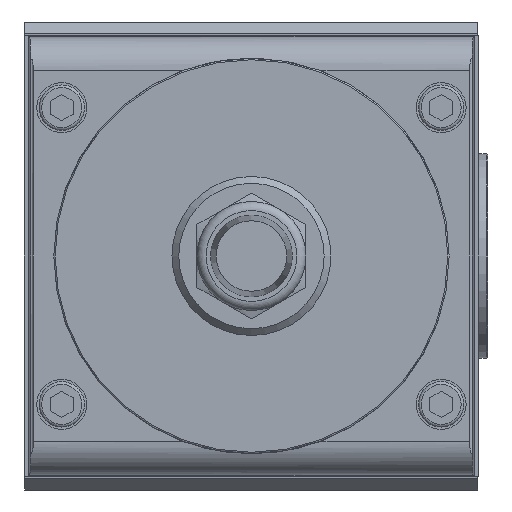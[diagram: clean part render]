
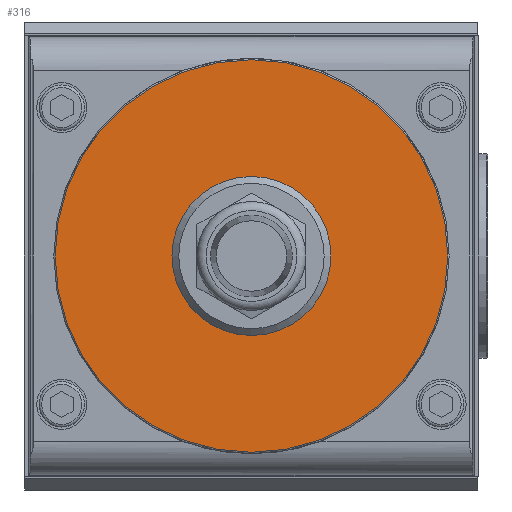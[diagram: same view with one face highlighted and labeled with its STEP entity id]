
A CAD part, front view. The second image highlights one B-rep face of the part: STEP entity #316.
In plain terms, the highlighted planar face has unit normal (0, -1, 0).
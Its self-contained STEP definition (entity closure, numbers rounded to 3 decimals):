
#316 = ADVANCED_FACE( '', ( #1019, #1020 ), #1021, .F. );
#1019 = FACE_BOUND( '', #2181, .T. );
#1020 = FACE_OUTER_BOUND( '', #2182, .T. );
#1021 = PLANE( '', #2183 );
#2181 = EDGE_LOOP( '', ( #4067 ) );
#2182 = EDGE_LOOP( '', ( #4068 ) );
#2183 = AXIS2_PLACEMENT_3D( '', #4069, #4070, #4071 );
#4067 = ORIENTED_EDGE( '', *, *, #7274, .F. );
#4068 = ORIENTED_EDGE( '', *, *, #7275, .T. );
#4069 = CARTESIAN_POINT( '', ( 43.2, -2., 0. ) );
#4070 = DIRECTION( '', ( 0., 1., 0. ) );
#4071 = DIRECTION( '', ( 0., 0., 1. ) );
#7274 = EDGE_CURVE( '', #8735, #8735, #8736, .T. );
#7275 = EDGE_CURVE( '', #8737, #8737, #8738, .T. );
#8735 = VERTEX_POINT( '', #11052 );
#8736 = CIRCLE( '', #11053, 17.5 );
#8737 = VERTEX_POINT( '', #11054 );
#8738 = CIRCLE( '', #11055, 43.2 );
#11052 = CARTESIAN_POINT( '', ( 0., -2., -17.5 ) );
#11053 = AXIS2_PLACEMENT_3D( '', #13796, #13797, #13798 );
#11054 = CARTESIAN_POINT( '', ( 0., -2., -43.2 ) );
#11055 = AXIS2_PLACEMENT_3D( '', #13799, #13800, #13801 );
#13796 = CARTESIAN_POINT( '', ( 0., -2., 0. ) );
#13797 = DIRECTION( '', ( 0., -1., 0. ) );
#13798 = DIRECTION( '', ( 0., 0., -1. ) );
#13799 = CARTESIAN_POINT( '', ( 0., -2., 0. ) );
#13800 = DIRECTION( '', ( 0., -1., 0. ) );
#13801 = DIRECTION( '', ( 0., 0., -1. ) );
